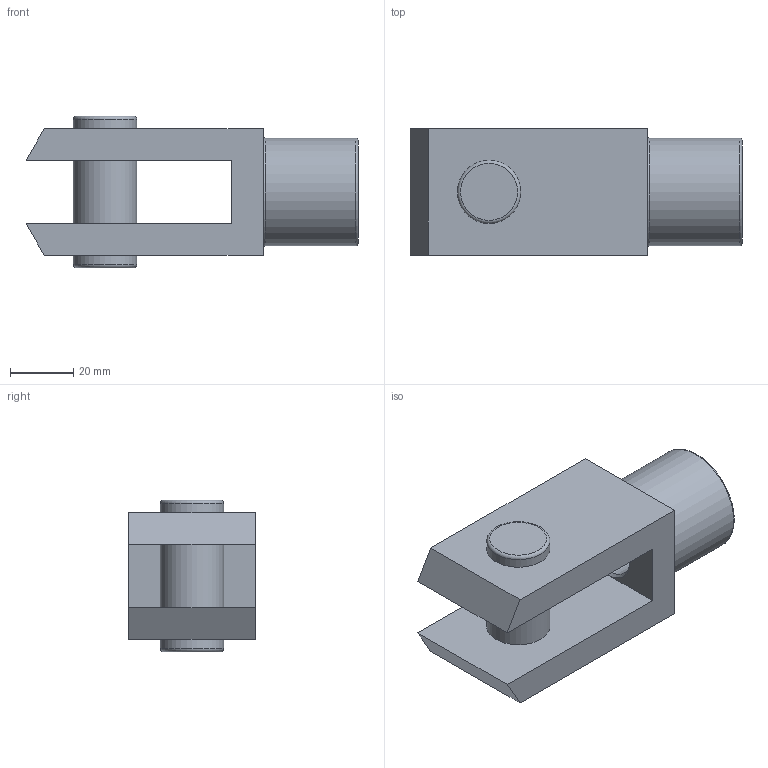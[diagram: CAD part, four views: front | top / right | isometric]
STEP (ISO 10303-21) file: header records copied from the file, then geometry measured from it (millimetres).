
FILE_DESCRIPTION(/* description */ ('Alibre Inc.'),/* implementation_level */ '2;1');
FILE_NAME(/* name */ 'export-C83998EC-A078-4F0A-8DB9-98DEB5FB639F',/* time_stamp */ '2021-12-30T17:21:30+01:00',/* author */ (''),/* organization */ (''),/* preprocessor_version */ 'ST-DEVELOPER v17',/* originating_system */ 'Alibre',/* authorisation */ '');
FILE_SCHEMA (('AUTOMOTIVE_DESIGN'));
Length unit declared in the file: millimetre
Products named in the file (2): _W0950802020-61(old); ELEKTRO_ISO15552_STEEL_FORK_MOD_GK-M_W0950802020-80
Bounding box: 105 x 40 x 48 mm (x, y, z)
Volume: 91050.9 mm3; surface area: 23290.2 mm2
Topology: 1 solids, 1 shells, 25 faces, 57 edges, 36 vertices
Faces by surface type: plane 14, cylinder 5, torus 4, cone 2
Full cylindrical faces by diameter (mm): 18.376 x1, 20 x3, 34 x1
Entity records: 763 total; most frequent: CARTESIAN_POINT 119, DIRECTION 115, ORIENTED_EDGE 114, EDGE_CURVE 57, AXIS2_PLACEMENT_3D 50, VERTEX_POINT 36, VECTOR 33, LINE 33
